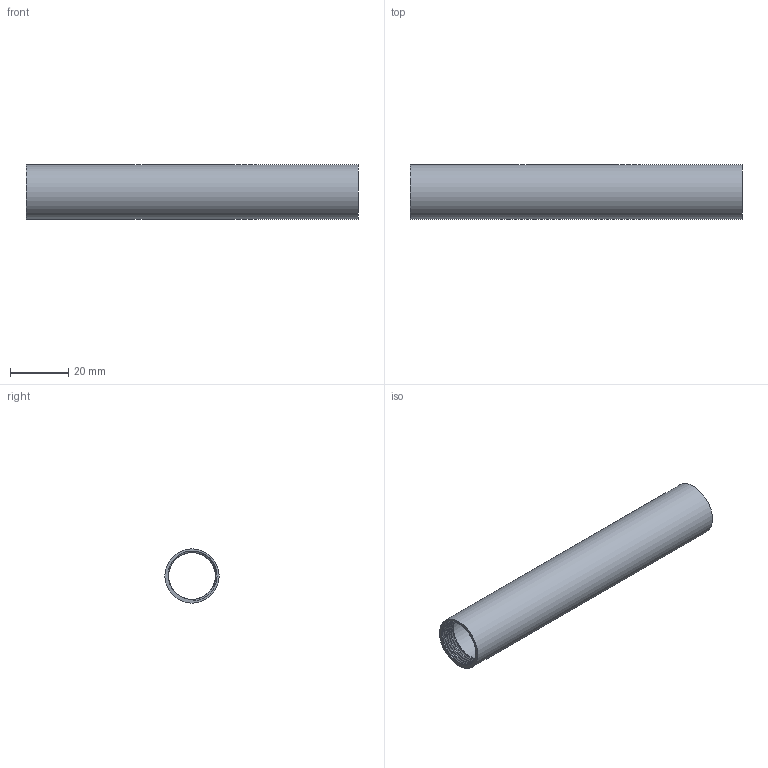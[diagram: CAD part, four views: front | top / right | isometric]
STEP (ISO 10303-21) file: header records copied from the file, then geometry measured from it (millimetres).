
FILE_DESCRIPTION(/* description */ (''),/* implementation_level */ '2;1');
FILE_NAME(/* name */ 'SLEEVE INT..step',/* time_stamp */ '2020-10-12T11:42:51+02:00',/* author */ (''),/* organization */ (''),/* preprocessor_version */ 'ST-DEVELOPER v18.1',/* originating_system */ 'Autodesk Translation Framework v9.3.0.1241',/* authorisation */ '');
FILE_SCHEMA (('AUTOMOTIVE_DESIGN { 1 0 10303 214 3 1 1 }'));
Length unit declared in the file: millimetre
Products named in the file (1): Pièce à main V15
Bounding box: 113.8 x 18.6 x 18.6 mm (x, y, z)
Volume: 7961.1 mm3; surface area: 12705.9 mm2
Topology: 1 solids, 1 shells, 22 faces, 54 edges, 36 vertices
Faces by surface type: cylinder 16, plane 4, bspline 2
Full cylindrical faces by diameter (mm): 16 x1, 16.035 x4, 16.4 x1, 17.152 x5, 18.6 x1
Entity records: 2392 total; most frequent: CARTESIAN_POINT 1813, ORIENTED_EDGE 108, DIRECTION 76, EDGE_CURVE 54, VERTEX_POINT 36, AXIS2_PLACEMENT_3D 31, B_SPLINE_CURVE_WITH_KNOTS 30, EDGE_LOOP 26
